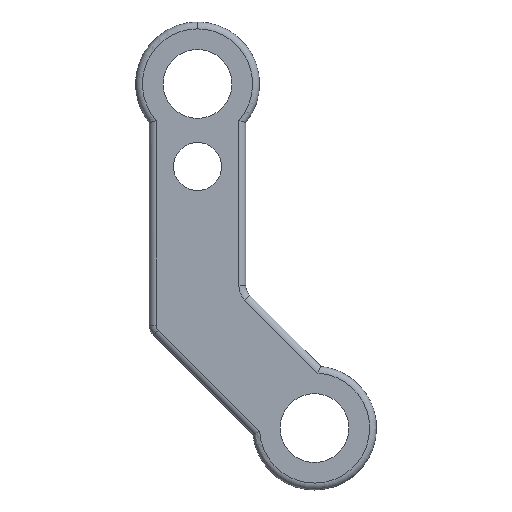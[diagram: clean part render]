
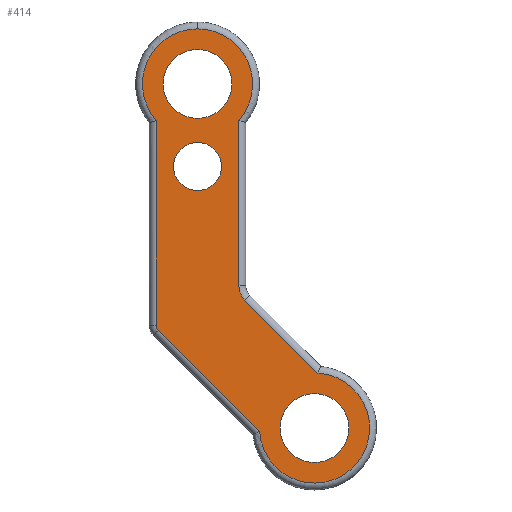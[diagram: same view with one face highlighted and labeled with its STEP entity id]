
A CAD part, front view. The second image highlights one B-rep face of the part: STEP entity #414.
In plain terms, the highlighted planar face has unit normal (0, -1, 0).
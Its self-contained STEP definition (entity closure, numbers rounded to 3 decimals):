
#7 = CIRCLE ( 'NONE', #1155, 1.75 ) ;
#19 = FACE_BOUND ( 'NONE', #625, .T. ) ;
#51 = FACE_BOUND ( 'NONE', #1432, .T. ) ;
#59 = VERTEX_POINT ( 'NONE', #931 ) ;
#63 = FACE_BOUND ( 'NONE', #678, .T. ) ;
#118 = DIRECTION ( 'NONE',  ( 0., 0., -1. ) ) ;
#130 = CARTESIAN_POINT ( 'NONE',  ( 9.698, 17.884, 35.067 ) ) ;
#149 = VERTEX_POINT ( 'NONE', #558 ) ;
#151 = CIRCLE ( 'NONE', #1163, 2.5 ) ;
#186 = CIRCLE ( 'NONE', #1172, 1.75 ) ;
#191 = VERTEX_POINT ( 'NONE', #929 ) ;
#207 = CIRCLE ( 'NONE', #1151, 4. ) ;
#240 = DIRECTION ( 'NONE',  ( 0., 0., 1. ) ) ;
#243 = DIRECTION ( 'NONE',  ( 0., 1., 0. ) ) ;
#248 = CARTESIAN_POINT ( 'NONE',  ( 21.198, 17.884, 10.067 ) ) ;
#287 = VECTOR ( 'NONE', #573, 1000. ) ;
#316 = DIRECTION ( 'NONE',  ( 0., 0., 1. ) ) ;
#324 = DIRECTION ( 'NONE',  ( 0., -1., 0. ) ) ;
#331 = CARTESIAN_POINT ( 'NONE',  ( 12.698, 17.884, 35.067 ) ) ;
#378 = AXIS2_PLACEMENT_3D ( 'NONE', #876, #884, #1443 ) ;
#403 = VERTEX_POINT ( 'NONE', #496 ) ;
#405 = DIRECTION ( 'NONE',  ( 0., 0., 1. ) ) ;
#414 = ADVANCED_FACE ( 'NONE', ( #1423, #63, #51, #19 ), #532, .F. ) ;
#419 = DIRECTION ( 'NONE',  ( 0., 1., 0. ) ) ;
#443 = CARTESIAN_POINT ( 'NONE',  ( 12.698, 17.884, 29.067 ) ) ;
#465 = VERTEX_POINT ( 'NONE', #545 ) ;
#489 = LINE ( 'NONE', #130, #724 ) ;
#496 = CARTESIAN_POINT ( 'NONE',  ( 15.698, 17.884, 20.431 ) ) ;
#532 = PLANE ( 'NONE',  #1367 ) ;
#543 = LINE ( 'NONE', #926, #1498 ) ;
#545 = CARTESIAN_POINT ( 'NONE',  ( 12.698, 17.884, 37.567 ) ) ;
#554 = CARTESIAN_POINT ( 'NONE',  ( 2.327, 17.884, 24.695 ) ) ;
#558 = CARTESIAN_POINT ( 'NONE',  ( 12.698, 17.884, 30.817 ) ) ;
#564 = CARTESIAN_POINT ( 'NONE',  ( 12.698, 17.884, 35.067 ) ) ;
#567 = DIRECTION ( 'NONE',  ( 0., 1., 0. ) ) ;
#571 = DIRECTION ( 'NONE',  ( 0., 0., 1. ) ) ;
#572 = LINE ( 'NONE', #1204, #832 ) ;
#573 = DIRECTION ( 'NONE',  ( 0.707, 0., -0.707 ) ) ;
#574 = VERTEX_POINT ( 'NONE', #1004 ) ;
#586 = CARTESIAN_POINT ( 'NONE',  ( 9.698, 17.884, 17.531 ) ) ;
#596 = DIRECTION ( 'NONE',  ( 0., 0., 1. ) ) ;
#598 = DIRECTION ( 'NONE',  ( 0., -1., 0. ) ) ;
#604 = CIRCLE ( 'NONE', #1183, 2.5 ) ;
#608 = CARTESIAN_POINT ( 'NONE',  ( 10.198, 17.884, 17.531 ) ) ;
#625 = EDGE_LOOP ( 'NONE', ( #1221, #908 ) ) ;
#650 = CIRCLE ( 'NONE', #1205, 2.5 ) ;
#678 = EDGE_LOOP ( 'NONE', ( #1553, #1185 ) ) ;
#716 = DIRECTION ( 'NONE',  ( 0., 0., 1. ) ) ;
#717 = DIRECTION ( 'NONE',  ( 0., 1., 0. ) ) ;
#721 = CARTESIAN_POINT ( 'NONE',  ( 12.698, 17.884, 35.067 ) ) ;
#724 = VECTOR ( 'NONE', #118, 1000. ) ;
#745 = VERTEX_POINT ( 'NONE', #1297 ) ;
#753 = CIRCLE ( 'NONE', #378, 4. ) ;
#756 = EDGE_LOOP ( 'NONE', ( #905, #1058, #1100, #1073, #1396, #1255, #1125, #1180, #1287 ) ) ;
#789 = DIRECTION ( 'NONE',  ( 0., 0., 1. ) ) ;
#794 = DIRECTION ( 'NONE',  ( 0., 1., 0. ) ) ;
#799 = VERTEX_POINT ( 'NONE', #989 ) ;
#801 = CARTESIAN_POINT ( 'NONE',  ( 21.198, 17.884, 10.067 ) ) ;
#814 = VERTEX_POINT ( 'NONE', #1005 ) ;
#817 = DIRECTION ( 'NONE',  ( 0., 0., 1. ) ) ;
#820 = DIRECTION ( 'NONE',  ( 0., -1., 0. ) ) ;
#823 = CARTESIAN_POINT ( 'NONE',  ( 21.198, 17.884, 10.067 ) ) ;
#832 = VECTOR ( 'NONE', #1159, 1000. ) ;
#839 = VERTEX_POINT ( 'NONE', #999 ) ;
#845 = VERTEX_POINT ( 'NONE', #1002 ) ;
#870 = LINE ( 'NONE', #554, #287 ) ;
#876 = CARTESIAN_POINT ( 'NONE',  ( 12.698, 17.884, 35.067 ) ) ;
#884 = DIRECTION ( 'NONE',  ( 0., -1., 0. ) ) ;
#905 = ORIENTED_EDGE ( 'NONE', *, *, #1474, .T. ) ;
#908 = ORIENTED_EDGE ( 'NONE', *, *, #1600, .T. ) ;
#926 = CARTESIAN_POINT ( 'NONE',  ( 15.698, 17.884, 35.067 ) ) ;
#929 = CARTESIAN_POINT ( 'NONE',  ( 12.698, 17.884, 27.317 ) ) ;
#931 = CARTESIAN_POINT ( 'NONE',  ( 9.698, 17.884, 32.421 ) ) ;
#932 = CIRCLE ( 'NONE', #1158, 0.5 ) ;
#933 = VERTEX_POINT ( 'NONE', #1055 ) ;
#941 = DIRECTION ( 'NONE',  ( 0., 0., 1. ) ) ;
#946 = DIRECTION ( 'NONE',  ( 0., 1., 0. ) ) ;
#952 = CARTESIAN_POINT ( 'NONE',  ( 12.698, 17.884, 29.067 ) ) ;
#954 = VERTEX_POINT ( 'NONE', #1305 ) ;
#959 = VERTEX_POINT ( 'NONE', #1404 ) ;
#989 = CARTESIAN_POINT ( 'NONE',  ( 21.449, 17.884, 14.059 ) ) ;
#996 = DIRECTION ( 'NONE',  ( 0., 1., 0. ) ) ;
#999 = CARTESIAN_POINT ( 'NONE',  ( 9.845, 17.884, 17.178 ) ) ;
#1001 = DIRECTION ( 'NONE',  ( 0., 0., 1. ) ) ;
#1002 = CARTESIAN_POINT ( 'NONE',  ( 21.198, 17.884, 7.567 ) ) ;
#1003 = CARTESIAN_POINT ( 'NONE',  ( 17.198, 17.884, 20.431 ) ) ;
#1004 = CARTESIAN_POINT ( 'NONE',  ( 16.138, 17.884, 19.37 ) ) ;
#1005 = CARTESIAN_POINT ( 'NONE',  ( 21.198, 17.884, 12.567 ) ) ;
#1055 = CARTESIAN_POINT ( 'NONE',  ( 15.698, 17.884, 32.421 ) ) ;
#1058 = ORIENTED_EDGE ( 'NONE', *, *, #1607, .T. ) ;
#1073 = ORIENTED_EDGE ( 'NONE', *, *, #1620, .T. ) ;
#1100 = ORIENTED_EDGE ( 'NONE', *, *, #1486, .T. ) ;
#1125 = ORIENTED_EDGE ( 'NONE', *, *, #1554, .T. ) ;
#1151 = AXIS2_PLACEMENT_3D ( 'NONE', #331, #324, #316 ) ;
#1155 = AXIS2_PLACEMENT_3D ( 'NONE', #443, #419, #405 ) ;
#1158 = AXIS2_PLACEMENT_3D ( 'NONE', #608, #598, #596 ) ;
#1159 = DIRECTION ( 'NONE',  ( -0.707, 0., 0.707 ) ) ;
#1163 = AXIS2_PLACEMENT_3D ( 'NONE', #721, #717, #716 ) ;
#1164 = AXIS2_PLACEMENT_3D ( 'NONE', #801, #794, #789 ) ;
#1168 = AXIS2_PLACEMENT_3D ( 'NONE', #823, #820, #817 ) ;
#1172 = AXIS2_PLACEMENT_3D ( 'NONE', #952, #946, #941 ) ;
#1180 = ORIENTED_EDGE ( 'NONE', *, *, #1538, .T. ) ;
#1183 = AXIS2_PLACEMENT_3D ( 'NONE', #1364, #1350, #1323 ) ;
#1185 = ORIENTED_EDGE ( 'NONE', *, *, #1555, .T. ) ;
#1204 = CARTESIAN_POINT ( 'NONE',  ( 6.57, 17.884, 28.938 ) ) ;
#1205 = AXIS2_PLACEMENT_3D ( 'NONE', #248, #243, #240 ) ;
#1207 = AXIS2_PLACEMENT_3D ( 'NONE', #1003, #996, #1001 ) ;
#1221 = ORIENTED_EDGE ( 'NONE', *, *, #1548, .T. ) ;
#1251 = ORIENTED_EDGE ( 'NONE', *, *, #1559, .T. ) ;
#1255 = ORIENTED_EDGE ( 'NONE', *, *, #1601, .T. ) ;
#1287 = ORIENTED_EDGE ( 'NONE', *, *, #1501, .T. ) ;
#1297 = CARTESIAN_POINT ( 'NONE',  ( 17.206, 17.884, 9.816 ) ) ;
#1305 = CARTESIAN_POINT ( 'NONE',  ( 12.698, 17.884, 32.567 ) ) ;
#1322 = VERTEX_POINT ( 'NONE', #586 ) ;
#1323 = DIRECTION ( 'NONE',  ( 0., 0., 1. ) ) ;
#1350 = DIRECTION ( 'NONE',  ( 0., 1., 0. ) ) ;
#1364 = CARTESIAN_POINT ( 'NONE',  ( 12.698, 17.884, 35.067 ) ) ;
#1367 = AXIS2_PLACEMENT_3D ( 'NONE', #564, #567, #571 ) ;
#1384 = CIRCLE ( 'NONE', #1207, 1.5 ) ;
#1396 = ORIENTED_EDGE ( 'NONE', *, *, #1593, .T. ) ;
#1404 = CARTESIAN_POINT ( 'NONE',  ( 12.698, 17.884, 39.067 ) ) ;
#1412 = CIRCLE ( 'NONE', #1164, 2.5 ) ;
#1423 = FACE_OUTER_BOUND ( 'NONE', #756, .T. ) ;
#1432 = EDGE_LOOP ( 'NONE', ( #1580, #1251 ) ) ;
#1443 = DIRECTION ( 'NONE',  ( 0., 0., 1. ) ) ;
#1447 = CIRCLE ( 'NONE', #1168, 4. ) ;
#1455 = DIRECTION ( 'NONE',  ( 0., 0., 1. ) ) ;
#1474 = EDGE_CURVE ( 'NONE', #403, #933, #543, .T. ) ;
#1486 = EDGE_CURVE ( 'NONE', #959, #59, #753, .T. ) ;
#1498 = VECTOR ( 'NONE', #1455, 1000. ) ;
#1501 = EDGE_CURVE ( 'NONE', #574, #403, #1384, .T. ) ;
#1503 = EDGE_CURVE ( 'NONE', #845, #814, #650, .T. ) ;
#1530 = EDGE_CURVE ( 'NONE', #954, #465, #604, .T. ) ;
#1538 = EDGE_CURVE ( 'NONE', #799, #574, #572, .T. ) ;
#1548 = EDGE_CURVE ( 'NONE', #191, #149, #186, .T. ) ;
#1553 = ORIENTED_EDGE ( 'NONE', *, *, #1503, .T. ) ;
#1554 = EDGE_CURVE ( 'NONE', #745, #799, #1447, .T. ) ;
#1555 = EDGE_CURVE ( 'NONE', #814, #845, #1412, .T. ) ;
#1559 = EDGE_CURVE ( 'NONE', #465, #954, #151, .T. ) ;
#1580 = ORIENTED_EDGE ( 'NONE', *, *, #1530, .T. ) ;
#1593 = EDGE_CURVE ( 'NONE', #1322, #839, #932, .T. ) ;
#1600 = EDGE_CURVE ( 'NONE', #149, #191, #7, .T. ) ;
#1601 = EDGE_CURVE ( 'NONE', #839, #745, #870, .T. ) ;
#1607 = EDGE_CURVE ( 'NONE', #933, #959, #207, .T. ) ;
#1620 = EDGE_CURVE ( 'NONE', #59, #1322, #489, .T. ) ;
